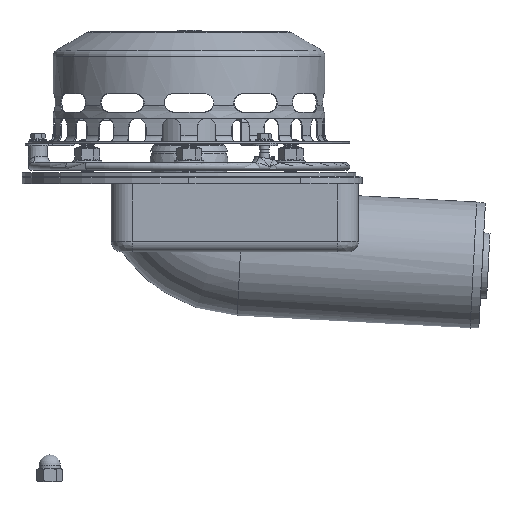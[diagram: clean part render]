
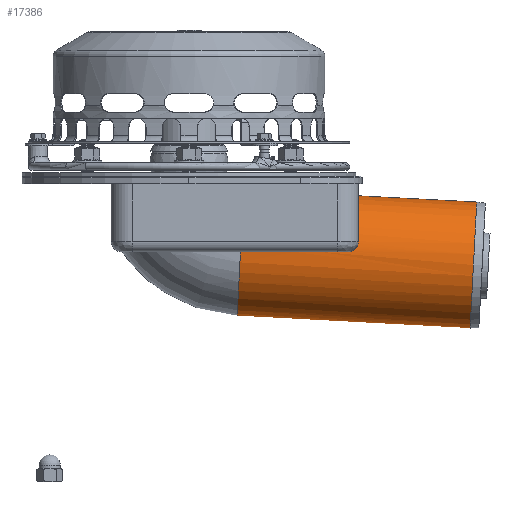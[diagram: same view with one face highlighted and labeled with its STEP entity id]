
A CAD part, front view. The second image highlights one B-rep face of the part: STEP entity #17386.
In plain terms, the highlighted cylindrical face has radius 510 mm (diameter 1020 mm), a full revolution.
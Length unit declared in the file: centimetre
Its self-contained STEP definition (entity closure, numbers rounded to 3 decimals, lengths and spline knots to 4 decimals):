
#296=B_SPLINE_CURVE_WITH_KNOTS('',3,(#29652,#29653,#29654,#29655,#29656,
#29657,#29658,#29659,#29660,#29661,#29662,#29663,#29664,#29665,#29666,#29667,
#29668,#29669,#29670,#29671),.UNSPECIFIED.,.F.,.F.,(4,2,2,2,2,2,2,2,2,4),
(0.4412,1.5981,3.1963,4.7944,6.3926,
8.0318,9.671,11.3102,12.9495,13.4084),
 .UNSPECIFIED.);
#297=B_SPLINE_CURVE_WITH_KNOTS('',3,(#29678,#29679,#29680,#29681,#29682,
#29683,#29684,#29685,#29686,#29687,#29688,#29689,#29690,#29691,#29692,#29693,
#29694,#29695,#29696,#29697),.UNSPECIFIED.,.F.,.F.,(4,2,2,2,2,2,2,2,2,4),
(-13.4084,-12.9495,-11.3102,-9.671,
-8.0318,-6.3926,-4.7944,-3.1963,
-1.5981,-0.4412),.UNSPECIFIED.);
#825=ELLIPSE('',#18912,974.4735,51.);
#826=ELLIPSE('',#18913,51.07,51.);
#827=ELLIPSE('',#18914,51.07,51.);
#828=ELLIPSE('',#18915,974.4735,51.);
#1018=CYLINDRICAL_SURFACE('',#18911,51.);
#1711=LINE('',#29674,#2732);
#2732=VECTOR('',#22381,51.);
#4028=FACE_OUTER_BOUND('',#5149,.T.);
#5149=EDGE_LOOP('',(#12950,#12951,#12952,#12953,#12954,#12955,#12956,#12957,
#12958,#12959));
#6348=CIRCLE('',#18896,51.);
#6353=CIRCLE('',#18905,51.);
#7540=VERTEX_POINT('',#29404);
#7546=VERTEX_POINT('',#29508);
#7547=VERTEX_POINT('',#29509);
#7553=VERTEX_POINT('',#29649);
#7554=VERTEX_POINT('',#29651);
#7555=VERTEX_POINT('',#29672);
#7556=VERTEX_POINT('',#29675);
#7557=VERTEX_POINT('',#29677);
#9491=EDGE_CURVE('',#7540,#7540,#6348,.T.);
#9501=EDGE_CURVE('',#7547,#7546,#6353,.T.);
#9509=EDGE_CURVE('',#7547,#7553,#825,.T.);
#9510=EDGE_CURVE('',#7553,#7554,#296,.T.);
#9511=EDGE_CURVE('',#7554,#7555,#826,.T.);
#9512=EDGE_CURVE('',#7555,#7540,#1711,.T.);
#9513=EDGE_CURVE('',#7555,#7556,#827,.T.);
#9514=EDGE_CURVE('',#7556,#7557,#297,.T.);
#9515=EDGE_CURVE('',#7557,#7546,#828,.T.);
#12950=ORIENTED_EDGE('',*,*,#9509,.T.);
#12951=ORIENTED_EDGE('',*,*,#9510,.T.);
#12952=ORIENTED_EDGE('',*,*,#9511,.T.);
#12953=ORIENTED_EDGE('',*,*,#9512,.T.);
#12954=ORIENTED_EDGE('',*,*,#9491,.T.);
#12955=ORIENTED_EDGE('',*,*,#9512,.F.);
#12956=ORIENTED_EDGE('',*,*,#9513,.T.);
#12957=ORIENTED_EDGE('',*,*,#9514,.T.);
#12958=ORIENTED_EDGE('',*,*,#9515,.T.);
#12959=ORIENTED_EDGE('',*,*,#9501,.F.);
#17386=ADVANCED_FACE('',(#4028),#1018,.T.);
#18896=AXIS2_PLACEMENT_3D('',#29405,#22341,#22342);
#18905=AXIS2_PLACEMENT_3D('',#29596,#22362,#22363);
#18911=AXIS2_PLACEMENT_3D('',#29648,#22375,#22376);
#18912=AXIS2_PLACEMENT_3D('',#29650,#22377,#22378);
#18913=AXIS2_PLACEMENT_3D('',#29673,#22379,#22380);
#18914=AXIS2_PLACEMENT_3D('',#29676,#22382,#22383);
#18915=AXIS2_PLACEMENT_3D('',#29698,#22384,#22385);
#22341=DIRECTION('center_axis',(-0.999,0.,
0.052));
#22342=DIRECTION('ref_axis',(0.,-1.,0.));
#22362=DIRECTION('center_axis',(-0.999,0.,
0.052));
#22363=DIRECTION('ref_axis',(-0.052,0.,
-0.999));
#22375=DIRECTION('center_axis',(-0.999,0.,
0.052));
#22376=DIRECTION('ref_axis',(-0.052,0.,
-0.999));
#22377=DIRECTION('center_axis',(0.,0.,
-1.));
#22378=DIRECTION('ref_axis',(-1.,0.,0.));
#22379=DIRECTION('center_axis',(1.,0.,0.));
#22380=DIRECTION('ref_axis',(0.,0.,-1.));
#22381=DIRECTION('',(0.999,0.,-0.052));
#22382=DIRECTION('center_axis',(1.,0.,0.));
#22383=DIRECTION('ref_axis',(0.,0.,-1.));
#22384=DIRECTION('center_axis',(0.,0.,
-1.));
#22385=DIRECTION('ref_axis',(-1.,0.,0.));
#29404=CARTESIAN_POINT('',(1668.717,170.9,44.0024));
#29405=CARTESIAN_POINT('Origin',(1666.0478,170.9,-6.9277));
#29508=CARTESIAN_POINT('',(1477.7062,119.9057,3.7045));
#29509=CARTESIAN_POINT('',(1477.7062,221.8943,3.7045));
#29596=CARTESIAN_POINT('Origin',(1477.6664,170.9,2.9449));
#29648=CARTESIAN_POINT('Origin',(1662.6303,170.9,-6.7486));
#29649=CARTESIAN_POINT('',(1564.5659,221.6232,3.7045));
#29650=CARTESIAN_POINT('Origin',(1463.1734,170.9,3.7045));
#29651=CARTESIAN_POINT('',(1573.0659,219.8717,12.2045));
#29652=CARTESIAN_POINT('Ctrl Pts',(1564.5659,221.6232,3.7045));
#29653=CARTESIAN_POINT('Ctrl Pts',(1564.9582,221.621,3.7045));
#29654=CARTESIAN_POINT('Ctrl Pts',(1565.3584,221.616,3.7319));
#29655=CARTESIAN_POINT('Ctrl Pts',(1566.311,221.5961,3.8668));
#29656=CARTESIAN_POINT('Ctrl Pts',(1566.8635,221.5783,4.0014));
#29657=CARTESIAN_POINT('Ctrl Pts',(1567.9289,221.5277,4.3776));
#29658=CARTESIAN_POINT('Ctrl Pts',(1568.4427,221.4949,4.6196));
#29659=CARTESIAN_POINT('Ctrl Pts',(1569.3989,221.4123,5.19));
#29660=CARTESIAN_POINT('Ctrl Pts',(1569.8412,221.3626,5.5185));
#29661=CARTESIAN_POINT('Ctrl Pts',(1570.6405,221.246,6.2341));
#29662=CARTESIAN_POINT('Ctrl Pts',(1571.0224,221.1748,6.6471));
#29663=CARTESIAN_POINT('Ctrl Pts',(1571.702,221.0055,7.5519));
#29664=CARTESIAN_POINT('Ctrl Pts',(1571.9998,220.9071,8.0436));
#29665=CARTESIAN_POINT('Ctrl Pts',(1572.4881,220.6845,9.0719));
#29666=CARTESIAN_POINT('Ctrl Pts',(1572.6792,220.5599,9.6094));
#29667=CARTESIAN_POINT('Ctrl Pts',(1572.9486,220.2911,10.6905));
#29668=CARTESIAN_POINT('Ctrl Pts',(1573.0268,220.1467,11.2343));
#29669=CARTESIAN_POINT('Ctrl Pts',(1573.062,219.9575,11.9067));
#29670=CARTESIAN_POINT('Ctrl Pts',(1573.0659,219.9151,12.0551));
#29671=CARTESIAN_POINT('Ctrl Pts',(1573.0659,219.8717,12.2045));
#29672=CARTESIAN_POINT('',(1573.0659,170.9,49.0152));
#29673=CARTESIAN_POINT('Origin',(1573.0659,170.9,-2.0547));
#29674=CARTESIAN_POINT('',(1665.2995,170.9,44.1815));
#29675=CARTESIAN_POINT('',(1573.0659,121.9283,12.2045));
#29676=CARTESIAN_POINT('Origin',(1573.0659,170.9,-2.0547));
#29677=CARTESIAN_POINT('',(1564.5659,120.1768,3.7045));
#29678=CARTESIAN_POINT('Ctrl Pts',(1573.0659,121.9283,12.2045));
#29679=CARTESIAN_POINT('Ctrl Pts',(1573.0659,121.8849,12.0551));
#29680=CARTESIAN_POINT('Ctrl Pts',(1573.062,121.8425,11.9067));
#29681=CARTESIAN_POINT('Ctrl Pts',(1573.0268,121.6533,11.2343));
#29682=CARTESIAN_POINT('Ctrl Pts',(1572.9486,121.509,10.6905));
#29683=CARTESIAN_POINT('Ctrl Pts',(1572.6792,121.2401,9.6094));
#29684=CARTESIAN_POINT('Ctrl Pts',(1572.4881,121.1155,9.0719));
#29685=CARTESIAN_POINT('Ctrl Pts',(1571.9998,120.8929,8.0436));
#29686=CARTESIAN_POINT('Ctrl Pts',(1571.702,120.7945,7.5519));
#29687=CARTESIAN_POINT('Ctrl Pts',(1571.0224,120.6252,6.6471));
#29688=CARTESIAN_POINT('Ctrl Pts',(1570.6405,120.554,6.2341));
#29689=CARTESIAN_POINT('Ctrl Pts',(1569.8412,120.4374,5.5185));
#29690=CARTESIAN_POINT('Ctrl Pts',(1569.3989,120.3877,5.19));
#29691=CARTESIAN_POINT('Ctrl Pts',(1568.4427,120.3051,4.6196));
#29692=CARTESIAN_POINT('Ctrl Pts',(1567.9289,120.2723,4.3776));
#29693=CARTESIAN_POINT('Ctrl Pts',(1566.8635,120.2217,4.0014));
#29694=CARTESIAN_POINT('Ctrl Pts',(1566.311,120.2039,3.8668));
#29695=CARTESIAN_POINT('Ctrl Pts',(1565.3584,120.184,3.7319));
#29696=CARTESIAN_POINT('Ctrl Pts',(1564.9582,120.179,3.7045));
#29697=CARTESIAN_POINT('Ctrl Pts',(1564.5659,120.1768,3.7045));
#29698=CARTESIAN_POINT('Origin',(1463.1734,170.9,3.7045));
